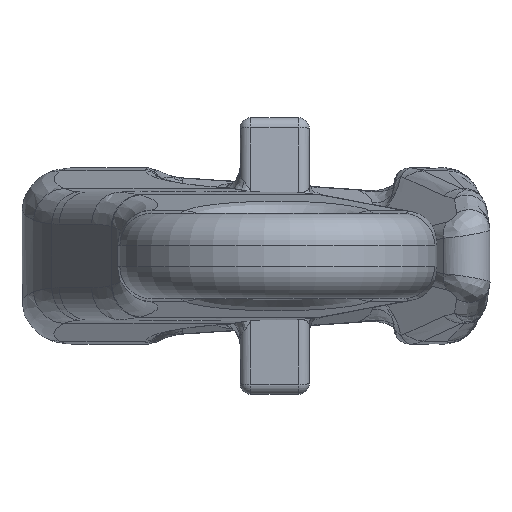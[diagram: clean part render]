
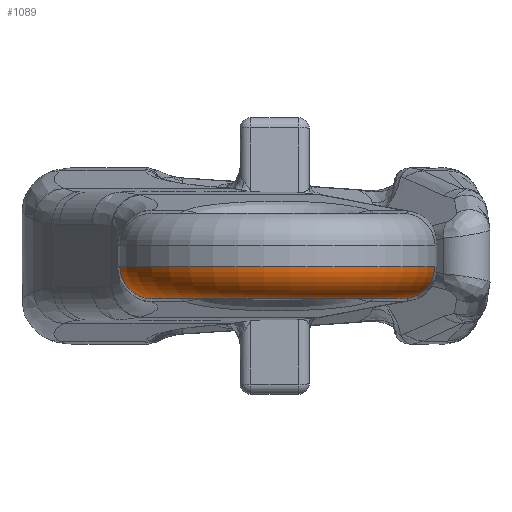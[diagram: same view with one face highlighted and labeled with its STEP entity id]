
A CAD part, left-side view. The second image highlights one B-rep face of the part: STEP entity #1089.
In plain terms, the highlighted toroidal (fillet/blend) face has major radius 12 mm and minor radius 3 mm.
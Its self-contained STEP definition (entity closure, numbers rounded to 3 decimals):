
#43=(
BOUNDED_CURVE()
B_SPLINE_CURVE(2,(#11382,#11383,#11384),.UNSPECIFIED.,.F.,.F.)
B_SPLINE_CURVE_WITH_KNOTS((3,3),(0.,1.),.UNSPECIFIED.)
CURVE()
GEOMETRIC_REPRESENTATION_ITEM()
RATIONAL_B_SPLINE_CURVE((1.,0.707,1.))
REPRESENTATION_ITEM('')
);
#58=TOROIDAL_SURFACE('',#6668,12.,3.);
#482=FACE_OUTER_BOUND('',#2123,.T.);
#793=CIRCLE('',#6551,15.);
#798=CIRCLE('',#6575,12.);
#853=CIRCLE('',#6667,3.);
#1089=ADVANCED_FACE('',(#482),#58,.T.);
#2123=EDGE_LOOP('',(#3025,#3026,#3027,#3028));
#3025=ORIENTED_EDGE('',*,*,#5378,.T.);
#3026=ORIENTED_EDGE('',*,*,#5241,.F.);
#3027=ORIENTED_EDGE('',*,*,#5381,.F.);
#3028=ORIENTED_EDGE('',*,*,#5160,.F.);
#4570=VERTEX_POINT('',#9689);
#4571=VERTEX_POINT('',#9691);
#4635=VERTEX_POINT('',#10230);
#4638=VERTEX_POINT('',#10235);
#5160=EDGE_CURVE('',#4570,#4571,#793,.T.);
#5241=EDGE_CURVE('',#4638,#4635,#798,.T.);
#5378=EDGE_CURVE('',#4570,#4635,#853,.T.);
#5381=EDGE_CURVE('',#4571,#4638,#43,.T.);
#6551=AXIS2_PLACEMENT_3D('',#9690,#7007,#7008);
#6575=AXIS2_PLACEMENT_3D('',#10236,#7073,#7074);
#6667=AXIS2_PLACEMENT_3D('',#11350,#7279,#7280);
#6668=AXIS2_PLACEMENT_3D('',#11385,#7281,#7282);
#7007=DIRECTION('',(0.,0.,1.));
#7008=DIRECTION('',(-1.,0.,0.));
#7073=DIRECTION('',(0.,0.,-1.));
#7074=DIRECTION('',(-1.,0.,0.));
#7279=DIRECTION('',(-0.986,-0.166,0.));
#7280=DIRECTION('',(0.166,-0.986,0.));
#7281=DIRECTION('',(0.,0.,-1.));
#7282=DIRECTION('',(1.,0.,0.));
#9689=CARTESIAN_POINT('',(-41.895,14.792,-1.));
#9690=CARTESIAN_POINT('',(-39.406,0.,-1.));
#9691=CARTESIAN_POINT('',(-41.895,-14.792,-1.));
#10230=CARTESIAN_POINT('',(-41.397,11.834,-4.));
#10235=CARTESIAN_POINT('',(-41.397,-11.834,-4.));
#10236=CARTESIAN_POINT('',(-39.406,0.,-4.));
#11350=CARTESIAN_POINT('',(-41.397,11.834,-1.));
#11382=CARTESIAN_POINT('',(-41.895,-14.792,-1.));
#11383=CARTESIAN_POINT('',(-41.895,-14.792,-4.));
#11384=CARTESIAN_POINT('',(-41.397,-11.834,-4.));
#11385=CARTESIAN_POINT('',(-39.406,0.,-1.));
